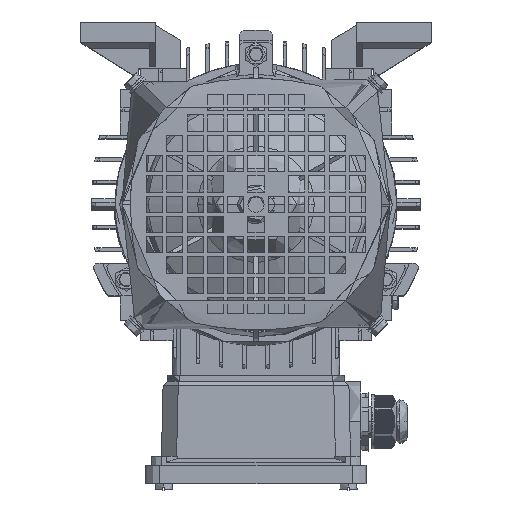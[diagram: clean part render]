
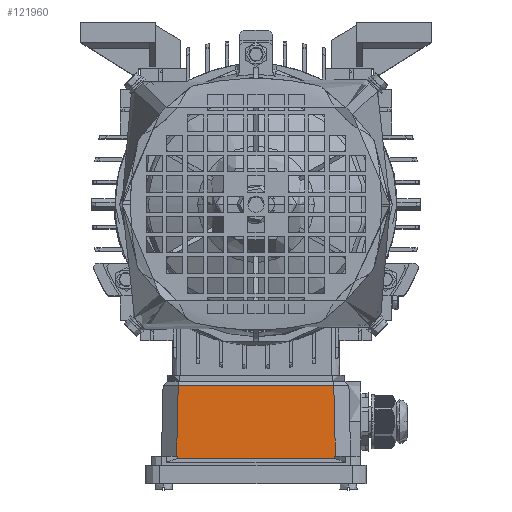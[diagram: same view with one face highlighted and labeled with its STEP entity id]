
A CAD part, top view. The second image highlights one B-rep face of the part: STEP entity #121960.
In plain terms, the highlighted planar face has unit normal (0, 0.023, 1).
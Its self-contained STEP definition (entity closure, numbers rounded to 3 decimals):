
#12918 = VECTOR ( 'NONE', #197581, 1000. ) ;
#13578 = CARTESIAN_POINT ( 'NONE',  ( -38.836, -124., 101.614 ) ) ;
#15763 = LINE ( 'NONE', #148617, #109192 ) ;
#18116 = DIRECTION ( 'NONE',  ( 1., 0., 0. ) ) ;
#18807 = LINE ( 'NONE', #67262, #12918 ) ;
#24724 = VECTOR ( 'NONE', #214792, 1000. ) ;
#27869 = AXIS2_PLACEMENT_3D ( 'NONE', #89587, #219954, #108291 ) ;
#30822 = DIRECTION ( 'NONE',  ( 0.023, -0.999, 0.023 ) ) ;
#31474 = DIRECTION ( 'NONE',  ( 0.023, -0.999, 0.023 ) ) ;
#33115 = LINE ( 'NONE', #123762, #88629 ) ;
#34277 = ORIENTED_EDGE ( 'NONE', *, *, #161220, .F. ) ;
#41520 = ORIENTED_EDGE ( 'NONE', *, *, #211980, .F. ) ;
#46945 = CARTESIAN_POINT ( 'NONE',  ( 51.75, -89., 100.82 ) ) ;
#48491 = CARTESIAN_POINT ( 'NONE',  ( 38.859, -125., 101.637 ) ) ;
#56861 = ORIENTED_EDGE ( 'NONE', *, *, #218569, .F. ) ;
#58001 = CARTESIAN_POINT ( 'NONE',  ( 0., -125., 101.637 ) ) ;
#59588 = VERTEX_POINT ( 'NONE', #175037 ) ;
#60232 = CARTESIAN_POINT ( 'NONE',  ( -38.752, -106.5, 101.217 ) ) ;
#62646 = DIRECTION ( 'NONE',  ( 0.023, 0.999, -0.023 ) ) ;
#65207 = CARTESIAN_POINT ( 'NONE',  ( -38.355, -89., 100.82 ) ) ;
#67262 = CARTESIAN_POINT ( 'NONE',  ( 51.75, -124., 101.614 ) ) ;
#74963 = LINE ( 'NONE', #58001, #168219 ) ;
#76673 = LINE ( 'NONE', #217350, #82489 ) ;
#76746 = DIRECTION ( 'NONE',  ( -1., 0., 0. ) ) ;
#78171 = VECTOR ( 'NONE', #62646, 1000. ) ;
#82489 = VECTOR ( 'NONE', #31474, 1000. ) ;
#88629 = VECTOR ( 'NONE', #30822, 1000. ) ;
#89587 = CARTESIAN_POINT ( 'NONE',  ( 51.75, -129.955, 101.749 ) ) ;
#94258 = ORIENTED_EDGE ( 'NONE', *, *, #219050, .T. ) ;
#100594 = VERTEX_POINT ( 'NONE', #153380 ) ;
#103496 = EDGE_LOOP ( 'NONE', ( #135063, #56861, #218161, #110207, #34277, #94258, #41520, #121215 ) ) ;
#107513 = FACE_OUTER_BOUND ( 'NONE', #103496, .T. ) ;
#108291 = DIRECTION ( 'NONE',  ( 0., 1., -0.023 ) ) ;
#109192 = VECTOR ( 'NONE', #18116, 1000. ) ;
#110207 = ORIENTED_EDGE ( 'NONE', *, *, #230201, .F. ) ;
#117133 = CARTESIAN_POINT ( 'NONE',  ( -39.149, -124., 101.614 ) ) ;
#121215 = ORIENTED_EDGE ( 'NONE', *, *, #194477, .F. ) ;
#121960 = ADVANCED_FACE ( 'NONE', ( #107513 ), #236974, .F. ) ;
#123762 = CARTESIAN_POINT ( 'NONE',  ( 38.355, -89., 100.82 ) ) ;
#123945 = LINE ( 'NONE', #46945, #24724 ) ;
#125899 = VERTEX_POINT ( 'NONE', #65207 ) ;
#126599 = VERTEX_POINT ( 'NONE', #117133 ) ;
#129928 = VERTEX_POINT ( 'NONE', #48491 ) ;
#135063 = ORIENTED_EDGE ( 'NONE', *, *, #190781, .F. ) ;
#138258 = LINE ( 'NONE', #161671, #170345 ) ;
#148617 = CARTESIAN_POINT ( 'NONE',  ( 46.682, -124., 101.614 ) ) ;
#153380 = CARTESIAN_POINT ( 'NONE',  ( 38.836, -124., 101.614 ) ) ;
#161220 = EDGE_CURVE ( 'NONE', #100594, #129928, #76673, .T. ) ;
#161671 = CARTESIAN_POINT ( 'NONE',  ( -38.859, -125., 101.637 ) ) ;
#162467 = DIRECTION ( 'NONE',  ( 0.023, 0.999, -0.023 ) ) ;
#167921 = EDGE_CURVE ( 'NONE', #196084, #213650, #138258, .T. ) ;
#168219 = VECTOR ( 'NONE', #76746, 1000. ) ;
#170345 = VECTOR ( 'NONE', #162467, 1000. ) ;
#175037 = CARTESIAN_POINT ( 'NONE',  ( 39.149, -124., 101.614 ) ) ;
#177264 = LINE ( 'NONE', #60232, #78171 ) ;
#186593 = VERTEX_POINT ( 'NONE', #215772 ) ;
#190781 = EDGE_CURVE ( 'NONE', #126599, #125899, #177264, .T. ) ;
#194477 = EDGE_CURVE ( 'NONE', #125899, #186593, #123945, .T. ) ;
#196084 = VERTEX_POINT ( 'NONE', #241035 ) ;
#197581 = DIRECTION ( 'NONE',  ( -1., 0., 0. ) ) ;
#211980 = EDGE_CURVE ( 'NONE', #186593, #59588, #33115, .T. ) ;
#213650 = VERTEX_POINT ( 'NONE', #13578 ) ;
#214792 = DIRECTION ( 'NONE',  ( 1., 0., 0. ) ) ;
#215772 = CARTESIAN_POINT ( 'NONE',  ( 38.355, -89., 100.82 ) ) ;
#217350 = CARTESIAN_POINT ( 'NONE',  ( 38.836, -124., 101.614 ) ) ;
#218161 = ORIENTED_EDGE ( 'NONE', *, *, #167921, .F. ) ;
#218569 = EDGE_CURVE ( 'NONE', #213650, #126599, #18807, .T. ) ;
#219050 = EDGE_CURVE ( 'NONE', #100594, #59588, #15763, .T. ) ;
#219954 = DIRECTION ( 'NONE',  ( 0., -0.023, -1. ) ) ;
#230201 = EDGE_CURVE ( 'NONE', #129928, #196084, #74963, .T. ) ;
#236974 = PLANE ( 'NONE',  #27869 ) ;
#241035 = CARTESIAN_POINT ( 'NONE',  ( -38.859, -125., 101.637 ) ) ;
